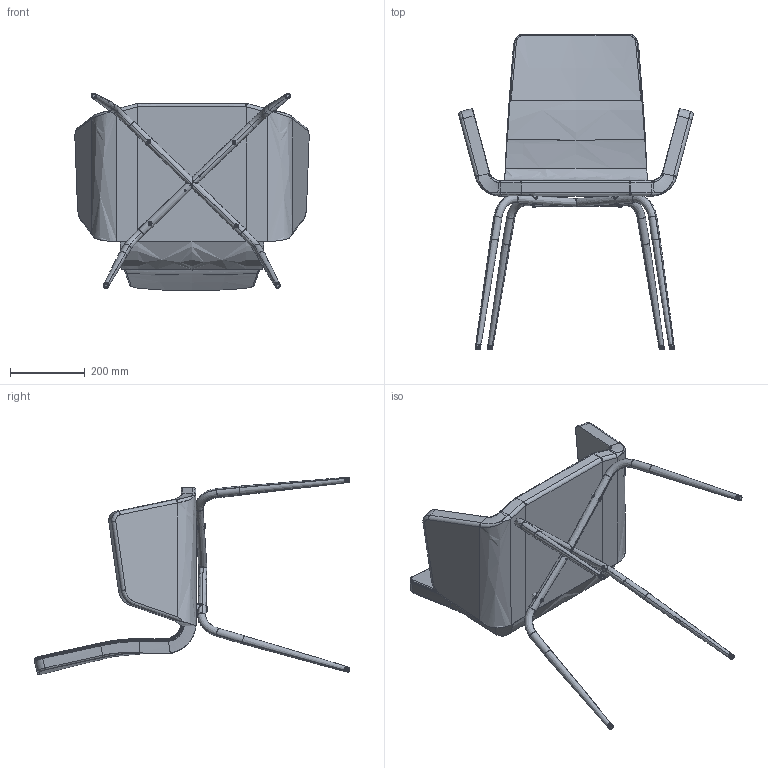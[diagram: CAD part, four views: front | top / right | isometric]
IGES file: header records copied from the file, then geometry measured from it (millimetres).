
Start section: SolidWorks IGES file using NURBS representation for surfaces
Global section: file name: LIGHT B.IGS; native system: SolidWorks 2011; preprocessor: SolidWorks 2011; author: Alberto; date: 110330.084651; units: millimetre
Bounding box: 627.61 x 846.32 x 529.56 mm (x, y, z)
Surface area: 2858202.7 mm2 (no closed solid volume)
Topology: 0 solids, 0 shells, 739 faces, 11439 edges, 11463 vertices
Faces by surface type: bspline 739
